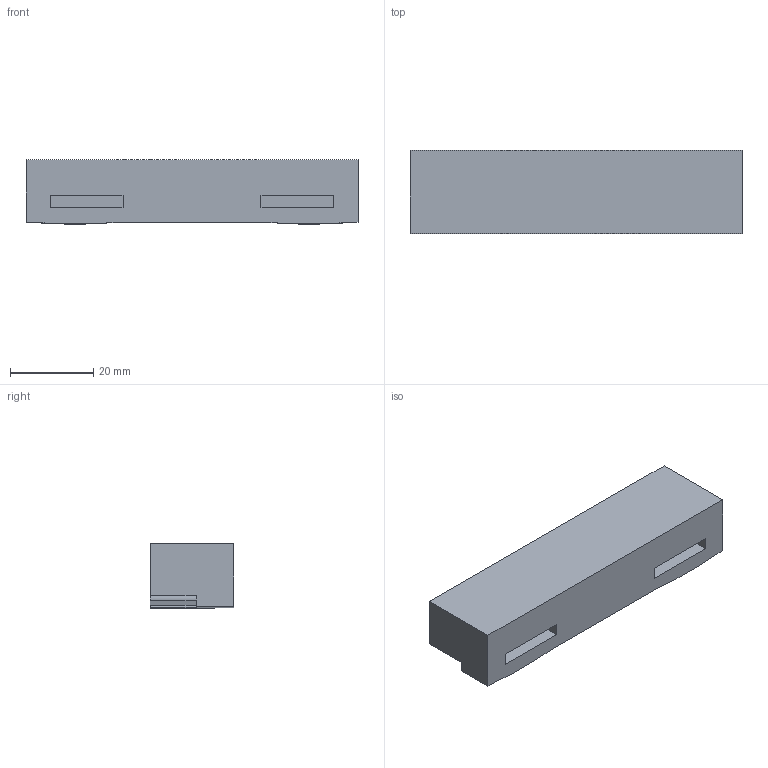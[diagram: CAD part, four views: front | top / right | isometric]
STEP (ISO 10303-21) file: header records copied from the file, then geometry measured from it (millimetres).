
FILE_DESCRIPTION(/* description */ (''),/* implementation_level */ '2;1');
FILE_NAME(/* name */ 'belt holder.step',/* time_stamp */ '2021-04-06T13:03:22-05:00',/* author */ (''),/* organization */ (''),/* preprocessor_version */ 'ST-DEVELOPER v18.1',/* originating_system */ 'Autodesk Translation Framework v9.10.0.1330',/* authorisation */ '');
FILE_SCHEMA (('AUTOMOTIVE_DESIGN { 1 0 10303 214 3 1 1 }'));
Length unit declared in the file: millimetre
Products named in the file (1): belt holder'
Bounding box: 80 x 20 x 15.49 mm (x, y, z)
Volume: 19568.4 mm3; surface area: 9010.4 mm2
Topology: 1 solids, 1 shells, 46 faces, 120 edges, 80 vertices
Faces by surface type: plane 34, cylinder 12
Full cylindrical faces by diameter (mm): 8.5 x2
Entity records: 1443 total; most frequent: CARTESIAN_POINT 247, ORIENTED_EDGE 240, DIRECTION 240, EDGE_CURVE 120, LINE 94, VECTOR 94, VERTEX_POINT 80, AXIS2_PLACEMENT_3D 73
